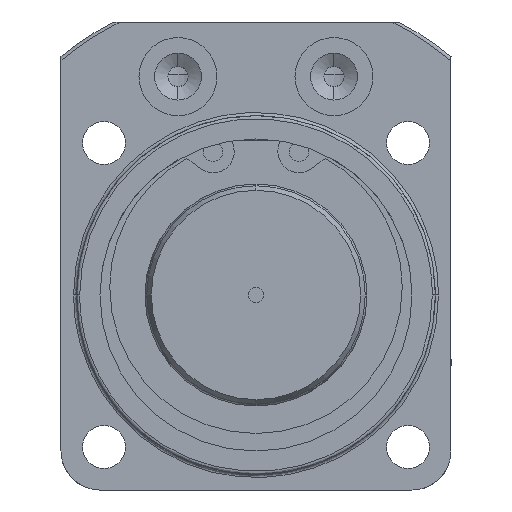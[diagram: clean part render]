
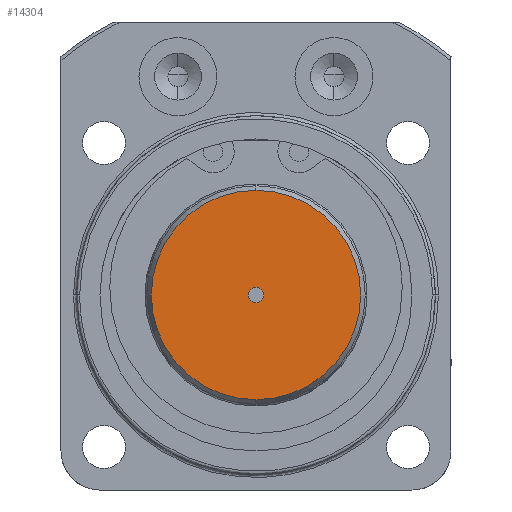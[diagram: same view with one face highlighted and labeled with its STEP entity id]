
A CAD part, front view. The second image highlights one B-rep face of the part: STEP entity #14304.
In plain terms, the highlighted planar face has unit normal (0, -1, 0).
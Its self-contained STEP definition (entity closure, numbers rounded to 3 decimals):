
#352 = ORIENTED_EDGE ( 'NONE', *, *, #9839, .F. ) ;
#353 = ORIENTED_EDGE ( 'NONE', *, *, #9834, .F. ) ;
#354 = ORIENTED_EDGE ( 'NONE', *, *, #9840, .F. ) ;
#355 = ORIENTED_EDGE ( 'NONE', *, *, #9830, .F. ) ;
#1697 = FACE_BOUND ( 'NONE', #12640, .T. ) ;
#1703 = FACE_OUTER_BOUND ( 'NONE', #12678, .T. ) ;
#3721 = CARTESIAN_POINT ( 'NONE',  ( 0., -43.5, 13.423 ) ) ;
#3732 = CARTESIAN_POINT ( 'NONE',  ( 0., -43.5, -13.423 ) ) ;
#3746 = CARTESIAN_POINT ( 'NONE',  ( 0., -43.5, 1. ) ) ;
#3849 = CARTESIAN_POINT ( 'NONE',  ( 0., -43.5, -1. ) ) ;
#5258 = PLANE ( 'NONE',  #9087 ) ;
#5259 = CARTESIAN_POINT ( 'NONE',  ( -13.423, -43.5, 0. ) ) ;
#5264 = DIRECTION ( 'NONE',  ( 0., 1., 0. ) ) ;
#5265 = DIRECTION ( 'NONE',  ( 0., 0., 1. ) ) ;
#6686 = VERTEX_POINT ( 'NONE', #3849 ) ;
#6786 = VERTEX_POINT ( 'NONE', #3746 ) ;
#6798 = VERTEX_POINT ( 'NONE', #3732 ) ;
#6809 = VERTEX_POINT ( 'NONE', #3721 ) ;
#8181 = DIRECTION ( 'NONE',  ( 0., 0., 1. ) ) ;
#8189 = DIRECTION ( 'NONE',  ( 0., 1., 0. ) ) ;
#8190 = CARTESIAN_POINT ( 'NONE',  ( 0., -43.5, 0. ) ) ;
#8191 = DIRECTION ( 'NONE',  ( 0., 0., 1. ) ) ;
#8192 = DIRECTION ( 'NONE',  ( 0., -1., 0. ) ) ;
#8193 = CARTESIAN_POINT ( 'NONE',  ( 0., -43.5, 0. ) ) ;
#8201 = DIRECTION ( 'NONE',  ( 0., 0., 1. ) ) ;
#8202 = DIRECTION ( 'NONE',  ( 0., -1., 0. ) ) ;
#8203 = CARTESIAN_POINT ( 'NONE',  ( 0., -43.5, 0. ) ) ;
#8210 = DIRECTION ( 'NONE',  ( 0., 0., 1. ) ) ;
#8211 = DIRECTION ( 'NONE',  ( 0., 1., 0. ) ) ;
#8212 = CARTESIAN_POINT ( 'NONE',  ( 0., -43.5, 0. ) ) ;
#8656 = AXIS2_PLACEMENT_3D ( 'NONE', #8212, #8211, #8210 ) ;
#8657 = AXIS2_PLACEMENT_3D ( 'NONE', #8203, #8202, #8201 ) ;
#8660 = AXIS2_PLACEMENT_3D ( 'NONE', #8193, #8192, #8191 ) ;
#8661 = AXIS2_PLACEMENT_3D ( 'NONE', #8190, #8189, #8181 ) ;
#9087 = AXIS2_PLACEMENT_3D ( 'NONE', #5259, #5264, #5265 ) ;
#9830 = EDGE_CURVE ( 'NONE', #6809, #6798, #13234, .T. ) ;
#9834 = EDGE_CURVE ( 'NONE', #6786, #6686, #13211, .T. ) ;
#9839 = EDGE_CURVE ( 'NONE', #6686, #6786, #13194, .T. ) ;
#9840 = EDGE_CURVE ( 'NONE', #6798, #6809, #13192, .T. ) ;
#12640 = EDGE_LOOP ( 'NONE', ( #353, #352 ) ) ;
#12678 = EDGE_LOOP ( 'NONE', ( #355, #354 ) ) ;
#13192 = CIRCLE ( 'NONE', #8661, 13.423 ) ;
#13194 = CIRCLE ( 'NONE', #8660, 1. ) ;
#13211 = CIRCLE ( 'NONE', #8657, 1. ) ;
#13234 = CIRCLE ( 'NONE', #8656, 13.423 ) ;
#14304 = ADVANCED_FACE ( 'NONE', ( #1703, #1697 ), #5258, .F. ) ;
